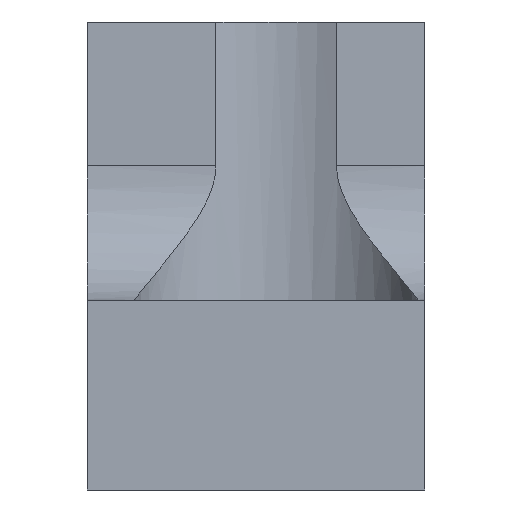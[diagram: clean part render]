
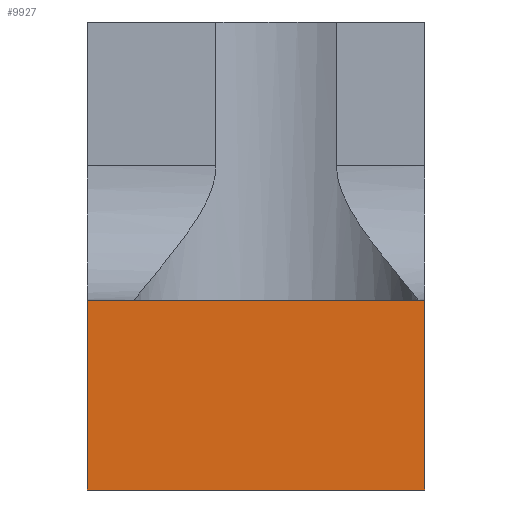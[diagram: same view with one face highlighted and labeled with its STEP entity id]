
A CAD part, front view. The second image highlights one B-rep face of the part: STEP entity #9927.
In plain terms, the highlighted planar face has unit normal (0, -1, 0).
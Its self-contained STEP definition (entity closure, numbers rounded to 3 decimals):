
#1065=DIRECTION('',(0.,0.,-1.));
#1066=VECTOR('',#1065,7.);
#1067=CARTESIAN_POINT('',(5.5,-5.25,7.));
#1068=LINE('',#1067,#1066);
#3314=DIRECTION('',(0.,0.,1.));
#3315=VECTOR('',#3314,7.);
#3316=CARTESIAN_POINT('',(-7.,-5.25,0.));
#3317=LINE('',#3316,#3315);
#3404=DIRECTION('',(1.,0.,0.));
#3405=VECTOR('',#3404,12.5);
#3406=CARTESIAN_POINT('',(-7.,-5.25,0.));
#3407=LINE('',#3406,#3405);
#3480=DIRECTION('',(-1.,0.,0.));
#3481=VECTOR('',#3480,12.5);
#3482=CARTESIAN_POINT('',(5.5,-5.25,7.));
#3483=LINE('',#3482,#3481);
#3735=CARTESIAN_POINT('',(5.5,-5.25,7.));
#3736=VERTEX_POINT('',#3735);
#3737=CARTESIAN_POINT('',(5.5,-5.25,0.));
#3738=VERTEX_POINT('',#3737);
#3803=CARTESIAN_POINT('',(-7.,-5.25,0.));
#3804=CARTESIAN_POINT('',(-7.,-5.25,7.));
#3805=VERTEX_POINT('',#3803);
#3806=VERTEX_POINT('',#3804);
#9916=CARTESIAN_POINT('',(-5.5,-5.25,7.));
#9917=DIRECTION('',(0.,-1.,0.));
#9918=DIRECTION('',(0.,0.,-1.));
#9919=AXIS2_PLACEMENT_3D('',#9916,#9917,#9918);
#9920=PLANE('',#9919);
#9921=ORIENTED_EDGE('',*,*,#9744,.F.);
#9922=ORIENTED_EDGE('',*,*,#9667,.T.);
#9923=ORIENTED_EDGE('',*,*,#9872,.F.);
#9924=ORIENTED_EDGE('',*,*,#5052,.T.);
#9925=EDGE_LOOP('',(#9921,#9922,#9923,#9924));
#9926=FACE_OUTER_BOUND('',#9925,.F.);
#9927=ADVANCED_FACE('',(#9926),#9920,.T.);
#5052=EDGE_CURVE('',#3736,#3738,#1068,.T.);
#9667=EDGE_CURVE('',#3805,#3806,#3317,.T.);
#9744=EDGE_CURVE('',#3805,#3738,#3407,.T.);
#9872=EDGE_CURVE('',#3736,#3806,#3483,.T.);
